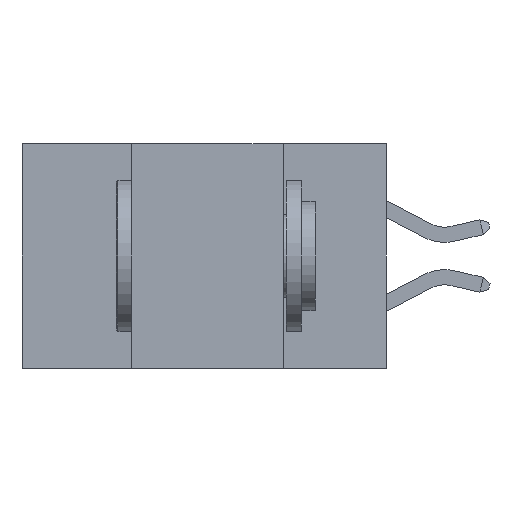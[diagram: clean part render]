
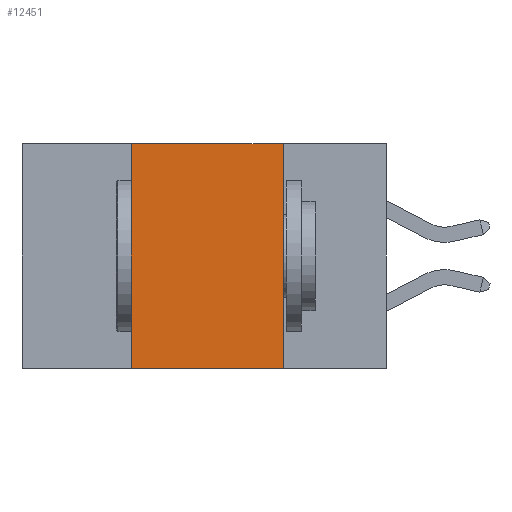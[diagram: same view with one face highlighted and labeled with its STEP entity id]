
A CAD part, left-side view. The second image highlights one B-rep face of the part: STEP entity #12451.
In plain terms, the highlighted planar face has unit normal (-1, 0, 0).
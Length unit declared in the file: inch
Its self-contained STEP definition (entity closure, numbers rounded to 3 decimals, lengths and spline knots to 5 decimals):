
#566 = ORIENTED_EDGE ( 'NONE', *, *, #2599, .F. ) ;
#885 = DIRECTION ( 'NONE',  ( 0., 0., 1. ) ) ;
#932 = CARTESIAN_POINT ( 'NONE',  ( 0., 0.42, -0.37 ) ) ;
#1641 = DIRECTION ( 'NONE',  ( 0., -1., 0. ) ) ;
#1666 = CARTESIAN_POINT ( 'NONE',  ( 0., 0.6, 0. ) ) ;
#2599 = EDGE_CURVE ( 'NONE', #6092, #9337, #2917, .T. ) ;
#2917 = LINE ( 'NONE', #12255, #12885 ) ;
#3570 = CARTESIAN_POINT ( 'NONE',  ( 0., 0.6, -0.37 ) ) ;
#3654 = DIRECTION ( 'NONE',  ( 0., -1., 0. ) ) ;
#3882 = CARTESIAN_POINT ( 'NONE',  ( 0., 0.42, 0. ) ) ;
#4060 = VECTOR ( 'NONE', #885, 39.37008 ) ;
#4163 = VECTOR ( 'NONE', #1641, 39.37008 ) ;
#4738 = AXIS2_PLACEMENT_3D ( 'NONE', #11183, #11064, #11023 ) ;
#5628 = ORIENTED_EDGE ( 'NONE', *, *, #9825, .F. ) ;
#5757 = CARTESIAN_POINT ( 'NONE',  ( 0., 0.17, -0.37 ) ) ;
#5920 = ORIENTED_EDGE ( 'NONE', *, *, #11762, .F. ) ;
#6092 = VERTEX_POINT ( 'NONE', #10935 ) ;
#6447 = FACE_OUTER_BOUND ( 'NONE', #10714, .T. ) ;
#6481 = LINE ( 'NONE', #3570, #11514 ) ;
#9337 = VERTEX_POINT ( 'NONE', #5757 ) ;
#9825 = EDGE_CURVE ( 'NONE', #10400, #10513, #12142, .T. ) ;
#10400 = VERTEX_POINT ( 'NONE', #10779 ) ;
#10513 = VERTEX_POINT ( 'NONE', #3882 ) ;
#10714 = EDGE_LOOP ( 'NONE', ( #566, #5920, #5628, #10898 ) ) ;
#10779 = CARTESIAN_POINT ( 'NONE',  ( 0., 0.42, -0.37 ) ) ;
#10898 = ORIENTED_EDGE ( 'NONE', *, *, #11131, .T. ) ;
#10935 = CARTESIAN_POINT ( 'NONE',  ( 0., 0.17, 0. ) ) ;
#11023 = DIRECTION ( 'NONE',  ( 0., 0., -1. ) ) ;
#11064 = DIRECTION ( 'NONE',  ( 1., 0., 0. ) ) ;
#11131 = EDGE_CURVE ( 'NONE', #10400, #9337, #6481, .T. ) ;
#11171 = DIRECTION ( 'NONE',  ( 0., 0., -1. ) ) ;
#11183 = CARTESIAN_POINT ( 'NONE',  ( 0., 0.6, 0. ) ) ;
#11514 = VECTOR ( 'NONE', #3654, 39.37008 ) ;
#11762 = EDGE_CURVE ( 'NONE', #10513, #6092, #11950, .T. ) ;
#11769 = PLANE ( 'NONE',  #4738 ) ;
#11950 = LINE ( 'NONE', #1666, #4163 ) ;
#12142 = LINE ( 'NONE', #932, #4060 ) ;
#12255 = CARTESIAN_POINT ( 'NONE',  ( 0., 0.17, -0.37 ) ) ;
#12451 = ADVANCED_FACE ( 'NONE', ( #6447 ), #11769, .F. ) ;
#12885 = VECTOR ( 'NONE', #11171, 39.37008 ) ;
